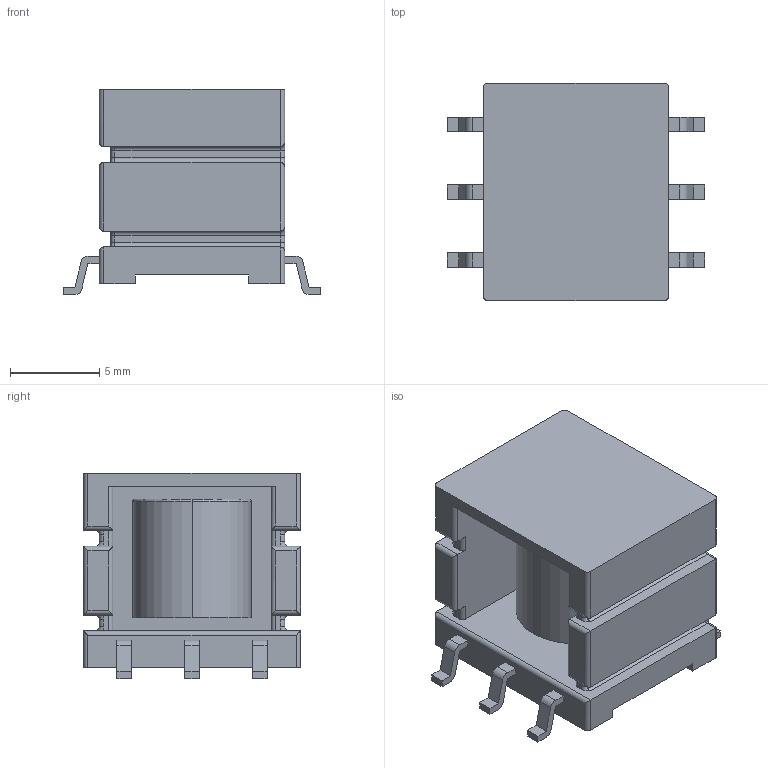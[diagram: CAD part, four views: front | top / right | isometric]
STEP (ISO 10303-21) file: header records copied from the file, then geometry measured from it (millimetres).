
FILE_DESCRIPTION(/* description */ ('Unknown'),/* implementation_level */ '2;1');
FILE_NAME(/* name */ 'T_Wurth_WE-PPTI-1512',/* time_stamp */ '2025-10-31T16:14:23+08:00',/* author */ ('Unknown'),/* organization */ ('Unknown'),/* preprocessor_version */ 'ST-DEVELOPER v19.4',/* originating_system */ 'Solid Edge',/* authorisation */ 'Unknown');
FILE_SCHEMA (('AUTOMOTIVE_DESIGN {1 0 10303 214 3 1 1}'));
Length unit declared in the file: millimetre
Products named in the file (2): T_Wurth_WE-PPTI-1512
Assembly tree (1 placements, depth 2):
  T_Wurth_WE-PPTI-1512
    T_Wurth_WE-PPTI-1512
Bounding box: 14.47 x 12.19 x 11.53 mm (x, y, z)
Volume: 788.5 mm3; surface area: 1439.2 mm2
Topology: 2 solids, 2 shells, 181 faces, 461 edges, 290 vertices
Faces by surface type: plane 92, cylinder 67, torus 22
Entity records: 6657 total; most frequent: CARTESIAN_POINT 1040, ORIENTED_EDGE 922, DIRECTION 915, EDGE_CURVE 461, LINE 313, VECTOR 313, AXIS2_PLACEMENT_3D 301, VERTEX_POINT 290
